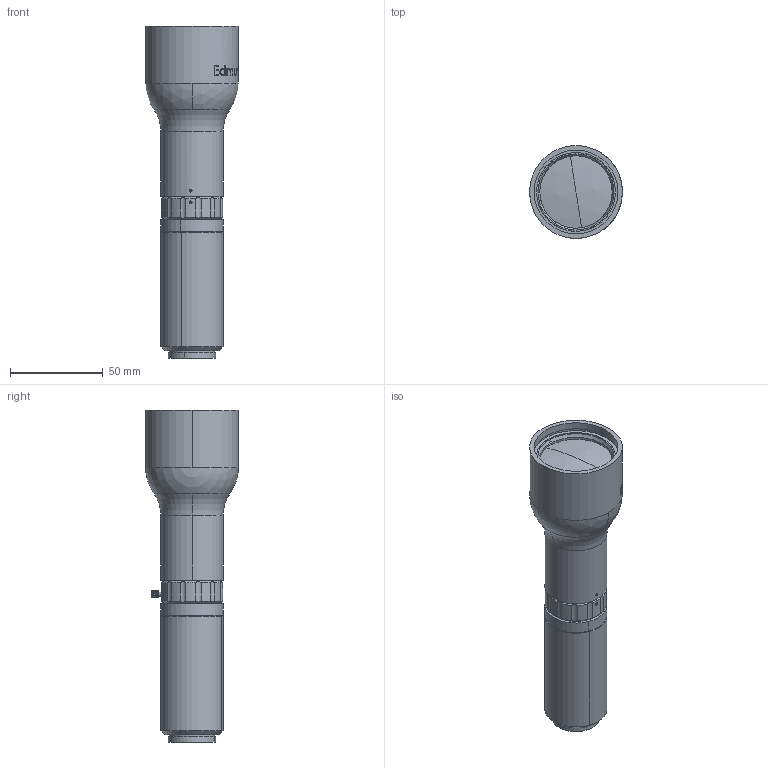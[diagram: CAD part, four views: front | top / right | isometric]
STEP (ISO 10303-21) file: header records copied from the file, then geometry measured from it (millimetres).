
FILE_DESCRIPTION (( 'STEP AP203' ), '1' );
FILE_NAME ('62932.step', '2010-06-16T17:10:01', ( ' ' ), ( ' ' ), 'SwSTEP 2.0', 'SolidWorks 2009', '' );
FILE_SCHEMA (( 'CONFIG_CONTROL_DESIGN' ));
Length unit declared in the file: millimetre
Products named in the file (1): 62932
Bounding box: 50 x 50 x 178.86 mm (x, y, z)
Volume: 188295.6 mm3; surface area: 26717.2 mm2
Topology: 1 solids, 1 shells, 362 faces, 982 edges, 647 vertices
Faces by surface type: bspline 143, cylinder 126, plane 66, cone 21, sphere 4, torus 2
Entity records: 18514 total; most frequent: CARTESIAN_POINT 10800, ORIENTED_EDGE 1952, DIRECTION 983, EDGE_CURVE 976, VERTEX_POINT 647, B_SPLINE_CURVE_WITH_KNOTS 611, AXIS2_PLACEMENT_3D 398, EDGE_LOOP 395
